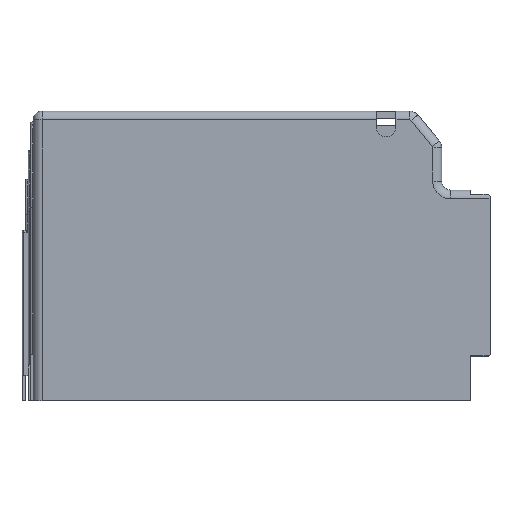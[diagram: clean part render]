
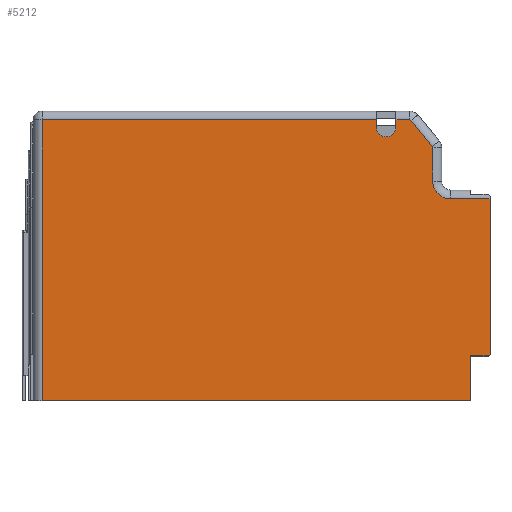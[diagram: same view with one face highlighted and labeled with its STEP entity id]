
A CAD part, top view. The second image highlights one B-rep face of the part: STEP entity #5212.
In plain terms, the highlighted planar face has unit normal (0, 0, 1).
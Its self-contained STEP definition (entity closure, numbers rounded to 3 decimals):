
#649=DIRECTION('',(0.,-1.,0.));
#650=VECTOR('',#649,78.5);
#651=CARTESIAN_POINT('',(-187.731,15.269,32.));
#652=LINE('',#651,#650);
#653=DIRECTION('',(-1.,0.,0.));
#654=VECTOR('',#653,93.5);
#655=CARTESIAN_POINT('',(-94.231,15.269,32.));
#656=LINE('',#655,#654);
#657=DIRECTION('',(0.,1.,0.));
#658=VECTOR('',#657,2.);
#659=CARTESIAN_POINT('',(-94.231,13.269,32.));
#660=LINE('',#659,#658);
#661=CARTESIAN_POINT('',(-91.481,13.269,32.));
#662=DIRECTION('',(0.,0.,-1.));
#663=DIRECTION('',(1.,0.,0.));
#664=AXIS2_PLACEMENT_3D('',#661,#662,#663);
#666=DIRECTION('',(0.,-1.,0.));
#667=VECTOR('',#666,2.);
#668=CARTESIAN_POINT('',(-88.731,15.269,32.));
#669=LINE('',#668,#667);
#670=DIRECTION('',(-1.,0.,0.));
#671=VECTOR('',#670,3.788);
#672=CARTESIAN_POINT('',(-84.943,15.269,32.));
#673=LINE('',#672,#671);
#674=CARTESIAN_POINT('',(-84.943,14.769,32.));
#675=DIRECTION('',(0.,0.,1.));
#676=DIRECTION('',(0.772,0.636,0.));
#677=AXIS2_PLACEMENT_3D('',#674,#675,#676);
#679=DIRECTION('',(-0.636,0.772,0.));
#680=VECTOR('',#679,9.457);
#681=CARTESIAN_POINT('',(-78.545,7.786,32.));
#682=LINE('',#681,#680);
#683=CARTESIAN_POINT('',(-78.931,7.468,32.));
#684=DIRECTION('',(0.,0.,1.));
#685=DIRECTION('',(1.,0.,0.));
#686=AXIS2_PLACEMENT_3D('',#683,#684,#685);
#688=DIRECTION('',(0.,1.,0.));
#689=VECTOR('',#688,9.3);
#690=CARTESIAN_POINT('',(-78.431,-1.831,32.));
#691=LINE('',#690,#689);
#692=CARTESIAN_POINT('',(-73.431,-1.831,32.));
#693=DIRECTION('',(0.,0.,-1.));
#694=DIRECTION('',(0.,-1.,0.));
#695=AXIS2_PLACEMENT_3D('',#692,#693,#694);
#697=DIRECTION('',(-1.,0.,0.));
#698=VECTOR('',#697,11.);
#699=CARTESIAN_POINT('',(-62.431,-6.831,32.));
#700=LINE('',#699,#698);
#701=DIRECTION('',(0.,1.,0.));
#702=VECTOR('',#701,43.4);
#703=CARTESIAN_POINT('',(-62.431,-50.231,32.));
#704=LINE('',#703,#702);
#705=DIRECTION('',(0.707,0.707,0.));
#706=VECTOR('',#705,0.707);
#707=CARTESIAN_POINT('',(-62.931,-50.731,32.));
#708=LINE('',#707,#706);
#709=DIRECTION('',(1.,0.,0.));
#710=VECTOR('',#709,5.);
#711=CARTESIAN_POINT('',(-67.931,-50.731,32.));
#712=LINE('',#711,#710);
#713=DIRECTION('',(0.,1.,0.));
#714=VECTOR('',#713,12.5);
#715=CARTESIAN_POINT('',(-67.931,-63.231,32.));
#716=LINE('',#715,#714);
#717=DIRECTION('',(1.,0.,0.));
#718=VECTOR('',#717,119.8);
#719=CARTESIAN_POINT('',(-187.731,-63.231,32.));
#720=LINE('',#719,#718);
#3717=CARTESIAN_POINT('',(-67.931,-63.231,32.));
#3718=CARTESIAN_POINT('',(-67.931,-50.731,32.));
#3719=VERTEX_POINT('',#3717);
#3720=VERTEX_POINT('',#3718);
#3803=CARTESIAN_POINT('',(-62.931,-50.731,32.));
#3804=VERTEX_POINT('',#3803);
#3809=CARTESIAN_POINT('',(-62.431,-50.231,32.));
#3810=VERTEX_POINT('',#3809);
#4226=CARTESIAN_POINT('',(-187.731,15.269,32.));
#4228=VERTEX_POINT('',#4226);
#4234=CARTESIAN_POINT('',(-187.731,-63.231,32.));
#4235=VERTEX_POINT('',#4234);
#4290=CARTESIAN_POINT('',(-94.231,13.269,32.));
#4291=VERTEX_POINT('',#4290);
#4292=CARTESIAN_POINT('',(-88.731,13.269,32.));
#4293=VERTEX_POINT('',#4292);
#4294=CARTESIAN_POINT('',(-94.231,15.269,32.));
#4295=VERTEX_POINT('',#4294);
#4296=CARTESIAN_POINT('',(-62.431,-6.831,32.));
#4297=VERTEX_POINT('',#4296);
#4298=CARTESIAN_POINT('',(-73.431,-6.831,32.));
#4299=VERTEX_POINT('',#4298);
#4300=CARTESIAN_POINT('',(-78.43,-1.831,
32.));
#4301=VERTEX_POINT('',#4300);
#4302=CARTESIAN_POINT('',(-78.431,7.468,32.));
#4303=VERTEX_POINT('',#4302);
#4304=CARTESIAN_POINT('',(-78.545,7.786,32.));
#4305=VERTEX_POINT('',#4304);
#4306=CARTESIAN_POINT('',(-84.557,15.086,32.));
#4307=VERTEX_POINT('',#4306);
#4308=CARTESIAN_POINT('',(-84.943,15.269,32.));
#4309=VERTEX_POINT('',#4308);
#4310=CARTESIAN_POINT('',(-88.731,15.269,32.));
#4311=VERTEX_POINT('',#4310);
#5173=CARTESIAN_POINT('',(-125.081,-23.981,32.));
#5174=DIRECTION('',(0.,0.,1.));
#5175=DIRECTION('',(0.,1.,0.));
#5176=AXIS2_PLACEMENT_3D('',#5173,#5174,#5175);
#5177=PLANE('',#5176);
#5178=ORIENTED_EDGE('',*,*,#5119,.F.);
#5179=ORIENTED_EDGE('',*,*,#5157,.F.);
#5181=ORIENTED_EDGE('',*,*,#5180,.F.);
#5183=ORIENTED_EDGE('',*,*,#5182,.F.);
#5185=ORIENTED_EDGE('',*,*,#5184,.F.);
#5187=ORIENTED_EDGE('',*,*,#5186,.F.);
#5189=ORIENTED_EDGE('',*,*,#5188,.F.);
#5191=ORIENTED_EDGE('',*,*,#5190,.F.);
#5193=ORIENTED_EDGE('',*,*,#5192,.F.);
#5195=ORIENTED_EDGE('',*,*,#5194,.F.);
#5197=ORIENTED_EDGE('',*,*,#5196,.F.);
#5199=ORIENTED_EDGE('',*,*,#5198,.F.);
#5201=ORIENTED_EDGE('',*,*,#5200,.F.);
#5203=ORIENTED_EDGE('',*,*,#5202,.F.);
#5205=ORIENTED_EDGE('',*,*,#5204,.F.);
#5207=ORIENTED_EDGE('',*,*,#5206,.F.);
#5209=ORIENTED_EDGE('',*,*,#5208,.F.);
#5210=EDGE_LOOP('',(#5178,#5179,#5181,#5183,#5185,#5187,#5189,#5191,#5193,#5195,
#5197,#5199,#5201,#5203,#5205,#5207,#5209));
#5211=FACE_OUTER_BOUND('',#5210,.F.);
#665=CIRCLE('',#664,2.75);
#678=CIRCLE('',#677,0.5);
#687=CIRCLE('',#686,0.5);
#696=CIRCLE('',#695,5.);
#5119=EDGE_CURVE('',#4228,#4235,#652,.T.);
#5157=EDGE_CURVE('',#4295,#4228,#656,.T.);
#5180=EDGE_CURVE('',#4291,#4295,#660,.T.);
#5182=EDGE_CURVE('',#4293,#4291,#665,.T.);
#5184=EDGE_CURVE('',#4311,#4293,#669,.T.);
#5186=EDGE_CURVE('',#4309,#4311,#673,.T.);
#5188=EDGE_CURVE('',#4307,#4309,#678,.T.);
#5190=EDGE_CURVE('',#4305,#4307,#682,.T.);
#5192=EDGE_CURVE('',#4303,#4305,#687,.T.);
#5194=EDGE_CURVE('',#4301,#4303,#691,.T.);
#5196=EDGE_CURVE('',#4299,#4301,#696,.T.);
#5198=EDGE_CURVE('',#4297,#4299,#700,.T.);
#5200=EDGE_CURVE('',#3810,#4297,#704,.T.);
#5202=EDGE_CURVE('',#3804,#3810,#708,.T.);
#5204=EDGE_CURVE('',#3720,#3804,#712,.T.);
#5206=EDGE_CURVE('',#3719,#3720,#716,.T.);
#5208=EDGE_CURVE('',#4235,#3719,#720,.T.);
#5212=ADVANCED_FACE('',(#5211),#5177,.T.);
